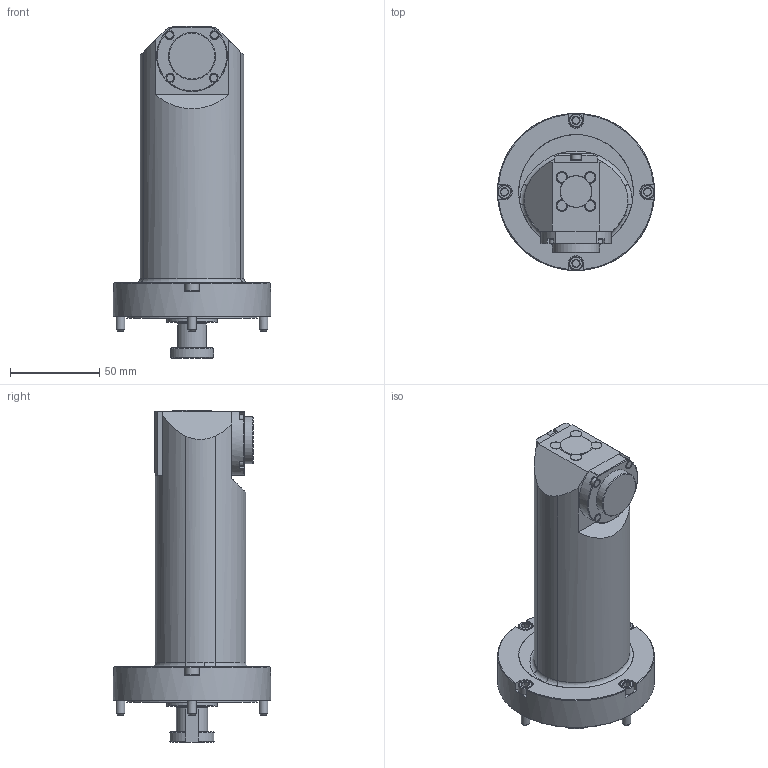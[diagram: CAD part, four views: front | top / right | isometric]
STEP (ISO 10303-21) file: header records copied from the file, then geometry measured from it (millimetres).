
FILE_DESCRIPTION (( 'STEP AP203' ), '1' );
FILE_NAME ('3MSTW500.STEP', '2015-05-17T14:36:13', ( '' ), ( '' ), 'SwSTEP 2.0', 'SolidWorks 2014', '' );
FILE_SCHEMA (( 'CONFIG_CONTROL_DESIGN' ));
Length unit declared in the file: inch
Products named in the file (1): 3MSTW500
Bounding box: 88.11 x 88.11 x 186.07 mm (x, y, z)
Volume: 449926.4 mm3; surface area: 46141.5 mm2
Topology: 1 solids, 1 shells, 233 faces, 541 edges, 333 vertices
Faces by surface type: plane 109, cone 62, cylinder 48, torus 10, bspline 2, sphere 2
Full cylindrical faces by diameter (mm): 4.648 x4, 4.826 x4, 5.74 x1, 7.925 x4, 15.062 x1, 26.416 x1, 28.575 x1, 64.287 x1, 73.152 x1, 88.113 x1
Entity records: 6584 total; most frequent: CARTESIAN_POINT 1507, DIRECTION 1058, ORIENTED_EDGE 960, EDGE_CURVE 480, AXIS2_PLACEMENT_3D 427, VERTEX_POINT 320, EDGE_LOOP 304, FACE_OUTER_BOUND 253
